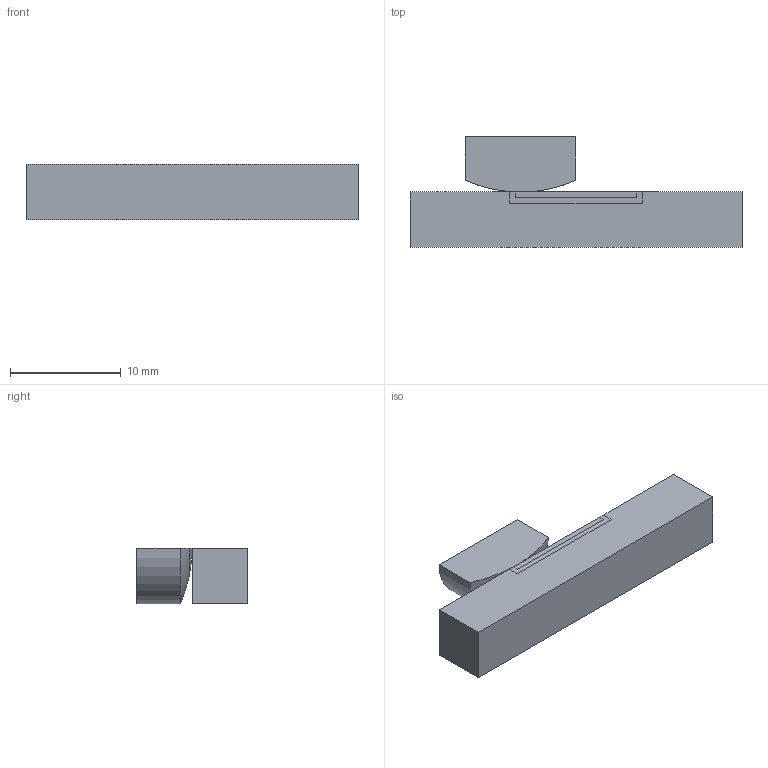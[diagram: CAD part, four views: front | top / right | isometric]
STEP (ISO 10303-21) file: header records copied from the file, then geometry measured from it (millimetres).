
FILE_NAME ('Pin_on_a_plate.STEP');
Length unit declared in the file: millimetre
Products named in the file (1): Pin on a plate
Bounding box: 30 x 10 x 5 mm (x, y, z)
Volume: 926.2 mm3; surface area: 839 mm2
Topology: 2 solids, 2 shells, 17 faces, 49 edges, 35 vertices
Faces by surface type: plane 14, sphere 2, cylinder 1
Entity records: 602 total; most frequent: CARTESIAN_POINT 99, DIRECTION 97, ORIENTED_EDGE 94, EDGE_CURVE 47, VERTEX_POINT 34, LINE 33, VECTOR 33, AXIS2_PLACEMENT_3D 32
